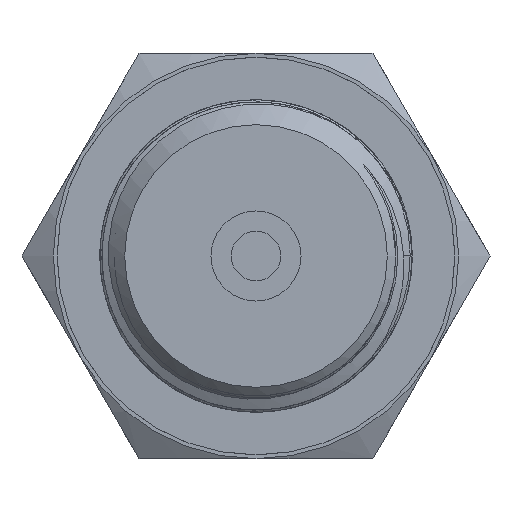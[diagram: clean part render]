
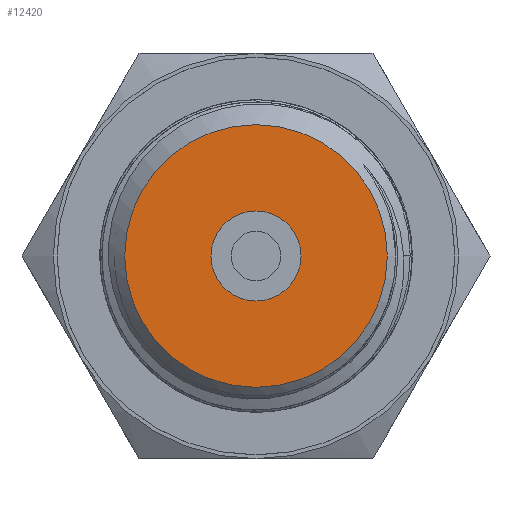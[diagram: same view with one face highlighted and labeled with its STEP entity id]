
A CAD part, left-side view. The second image highlights one B-rep face of the part: STEP entity #12420.
In plain terms, the highlighted planar face has unit normal (-1, 0, 0).
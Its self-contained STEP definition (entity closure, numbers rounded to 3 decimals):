
#514=FACE_BOUND('',#2236,.T.);
#699=PLANE('',#13187);
#1442=FACE_OUTER_BOUND('',#2235,.T.);
#2235=EDGE_LOOP('',(#11532));
#2236=EDGE_LOOP('',(#11533));
#2562=CIRCLE('',#13161,8.75);
#2575=CIRCLE('',#13186,3.);
#5978=VERTEX_POINT('',#33816);
#5995=VERTEX_POINT('',#37403);
#7811=EDGE_CURVE('',#5978,#5978,#2562,.T.);
#7845=EDGE_CURVE('',#5995,#5995,#2575,.T.);
#11532=ORIENTED_EDGE('',*,*,#7811,.T.);
#11533=ORIENTED_EDGE('',*,*,#7845,.T.);
#12420=ADVANCED_FACE('',(#1442,#514),#699,.T.);
#13161=AXIS2_PLACEMENT_3D('',#33817,#15278,#15279);
#13186=AXIS2_PLACEMENT_3D('',#37404,#15335,#15336);
#13187=AXIS2_PLACEMENT_3D('',#37406,#15338,#15339);
#15278=DIRECTION('center_axis',(-1.,0.,0.));
#15279=DIRECTION('ref_axis',(0.,1.,0.));
#15335=DIRECTION('center_axis',(1.,0.,0.));
#15336=DIRECTION('ref_axis',(0.,0.,-1.));
#15338=DIRECTION('center_axis',(-1.,0.,0.));
#15339=DIRECTION('ref_axis',(0.,0.,1.));
#33816=CARTESIAN_POINT('',(-67.,-8.75,0.));
#33817=CARTESIAN_POINT('Origin',(-67.,0.,0.));
#37403=CARTESIAN_POINT('',(-67.,-3.,0.));
#37404=CARTESIAN_POINT('Origin',(-67.,0.,0.));
#37406=CARTESIAN_POINT('Origin',(-67.,10.478,0.));
